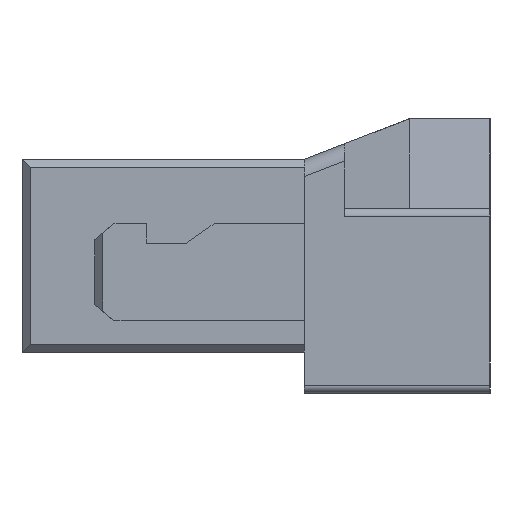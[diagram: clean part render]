
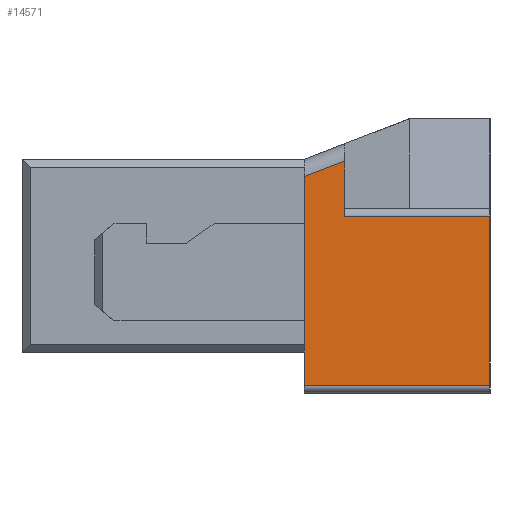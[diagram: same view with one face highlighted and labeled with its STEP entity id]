
A CAD part, left-side view. The second image highlights one B-rep face of the part: STEP entity #14571.
In plain terms, the highlighted planar face has unit normal (-1, 0, 0).
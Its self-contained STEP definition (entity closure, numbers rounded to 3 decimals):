
#2770=ORIENTED_EDGE('',*,*,#6341,.T.);
#2771=ORIENTED_EDGE('',*,*,#6342,.T.);
#2772=ORIENTED_EDGE('',*,*,#5893,.T.);
#2773=ORIENTED_EDGE('',*,*,#5898,.T.);
#2774=ORIENTED_EDGE('',*,*,#6343,.T.);
#2775=ORIENTED_EDGE('',*,*,#6340,.T.);
#5893=EDGE_CURVE('',#7861,#7860,#9417,.T.);
#5898=EDGE_CURVE('',#7860,#7864,#9420,.T.);
#6340=EDGE_CURVE('',#8091,#8092,#9776,.T.);
#6341=EDGE_CURVE('',#8092,#8093,#9777,.T.);
#6342=EDGE_CURVE('',#8093,#7861,#9778,.F.);
#6343=EDGE_CURVE('',#7864,#8091,#9779,.T.);
#7860=VERTEX_POINT('',#21887);
#7861=VERTEX_POINT('',#21889);
#7864=VERTEX_POINT('',#21897);
#8091=VERTEX_POINT('',#22770);
#8092=VERTEX_POINT('',#22772);
#8093=VERTEX_POINT('',#22776);
#9417=LINE('',#21888,#11302);
#9420=LINE('',#21898,#11305);
#9776=LINE('',#22773,#11661);
#9777=LINE('',#22775,#11662);
#9778=LINE('',#22777,#11663);
#9779=LINE('',#22778,#11664);
#11302=VECTOR('',#17423,1000.);
#11305=VECTOR('',#17432,1000.);
#11661=VECTOR('',#18370,1000.);
#11662=VECTOR('',#18373,1000.);
#11663=VECTOR('',#18374,1000.);
#11664=VECTOR('',#18375,1000.);
#12559=EDGE_LOOP('',(#2770,#2771,#2772,#2773,#2774,#2775));
#13270=FACE_BOUND('',#12559,.T.);
#13906=PLANE('',#15480);
#14571=ADVANCED_FACE('',(#13270),#13906,.F.);
#15480=AXIS2_PLACEMENT_3D('',#22774,#18371,#18372);
#17423=DIRECTION('',(0.,0.,1.));
#17432=DIRECTION('',(0.,0.933,-0.359));
#18370=DIRECTION('',(0.,-1.,0.));
#18371=DIRECTION('',(1.,0.,0.));
#18372=DIRECTION('',(0.,0.,-1.));
#18373=DIRECTION('',(0.,0.,1.));
#18374=DIRECTION('',(0.,-1.,0.));
#18375=DIRECTION('',(0.,0.,-1.));
#21887=CARTESIAN_POINT('',(-4.4,0.9,0.589));
#21888=CARTESIAN_POINT('',(-4.4,0.9,0.296));
#21889=CARTESIAN_POINT('',(-4.4,0.9,0.246));
#21897=CARTESIAN_POINT('',(-4.4,1.15,0.493));
#21898=CARTESIAN_POINT('',(-4.4,3.124,-0.267));
#22770=CARTESIAN_POINT('',(-4.4,1.15,-0.8));
#22772=CARTESIAN_POINT('',(-4.4,0.,-0.8));
#22773=CARTESIAN_POINT('',(-4.4,2.9,-0.8));
#22774=CARTESIAN_POINT('',(-4.4,2.9,-0.85));
#22775=CARTESIAN_POINT('',(-4.4,0.,-0.85));
#22776=CARTESIAN_POINT('',(-4.4,0.,0.246));
#22777=CARTESIAN_POINT('',(-4.4,2.9,0.246));
#22778=CARTESIAN_POINT('',(-4.4,1.15,-0.85));
